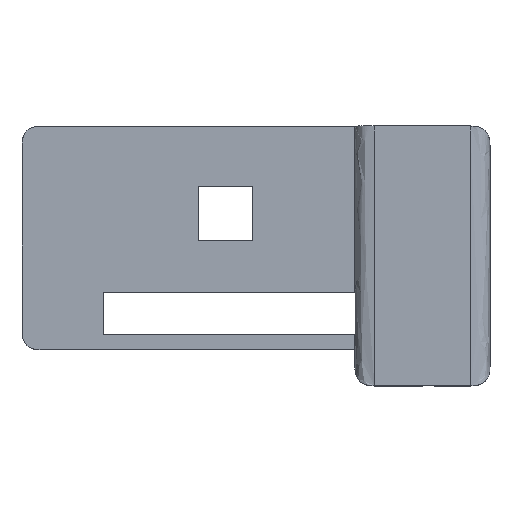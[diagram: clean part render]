
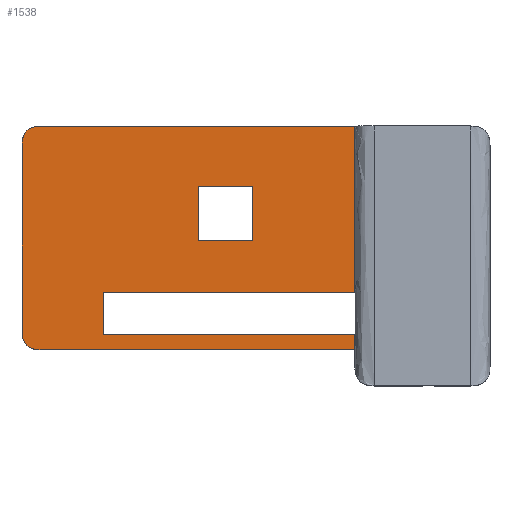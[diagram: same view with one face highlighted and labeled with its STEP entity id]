
A CAD part, top view. The second image highlights one B-rep face of the part: STEP entity #1538.
In plain terms, the highlighted planar face has unit normal (0, 0, 1).
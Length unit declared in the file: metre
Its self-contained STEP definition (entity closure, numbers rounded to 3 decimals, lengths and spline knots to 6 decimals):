
#34=B_SPLINE_CURVE_WITH_KNOTS('',3,(#2441,#2442,#2443,#2444,#2445,#2446,
#2447,#2448,#2449,#2450,#2451,#2452,#2453,#2454),.UNSPECIFIED.,.F.,.F.,
(4,1,1,1,1,1,1,1,1,1,1,4),(0.,0.0625,0.125,0.15625,0.1875,0.25,0.375,0.5,
0.625,0.75,0.875,1.),.UNSPECIFIED.);
#35=B_SPLINE_CURVE_WITH_KNOTS('',3,(#2458,#2459,#2460,#2461,#2462,#2463,
#2464,#2465,#2466,#2467,#2468,#2469,#2470,#2471),.UNSPECIFIED.,.F.,.F.,
(4,1,1,1,1,1,1,1,1,1,1,4),(0.,0.0625,0.125,0.15625,0.1875,0.25,0.375,0.5,
0.625,0.75,0.875,1.),.UNSPECIFIED.);
#74=LINE('',#2132,#259);
#160=LINE('',#2348,#345);
#162=LINE('',#2352,#347);
#192=LINE('',#2428,#377);
#193=LINE('',#2431,#378);
#194=LINE('',#2432,#379);
#195=LINE('',#2433,#380);
#196=LINE('',#2435,#381);
#197=LINE('',#2437,#382);
#198=LINE('',#2439,#383);
#199=LINE('',#2456,#384);
#200=LINE('',#2473,#385);
#259=VECTOR('',#1718,1.);
#345=VECTOR('',#1838,1.);
#347=VECTOR('',#1842,1.);
#377=VECTOR('',#1892,1.);
#378=VECTOR('',#1893,1.);
#379=VECTOR('',#1894,1.);
#380=VECTOR('',#1895,1.);
#381=VECTOR('',#1896,1.);
#382=VECTOR('',#1897,1.);
#383=VECTOR('',#1898,1.);
#384=VECTOR('',#1899,1.);
#385=VECTOR('',#1900,1.);
#616=ORIENTED_EDGE('',*,*,#1030,.T.);
#617=ORIENTED_EDGE('',*,*,#1031,.F.);
#618=ORIENTED_EDGE('',*,*,#994,.F.);
#619=ORIENTED_EDGE('',*,*,#1032,.T.);
#620=ORIENTED_EDGE('',*,*,#1033,.F.);
#621=ORIENTED_EDGE('',*,*,#1034,.T.);
#622=ORIENTED_EDGE('',*,*,#1035,.F.);
#623=ORIENTED_EDGE('',*,*,#1036,.T.);
#624=ORIENTED_EDGE('',*,*,#1037,.T.);
#625=ORIENTED_EDGE('',*,*,#1038,.F.);
#626=ORIENTED_EDGE('',*,*,#1039,.T.);
#627=ORIENTED_EDGE('',*,*,#1040,.F.);
#628=ORIENTED_EDGE('',*,*,#996,.F.);
#629=ORIENTED_EDGE('',*,*,#901,.F.);
#901=EDGE_CURVE('',#1126,#1127,#74,.T.);
#994=EDGE_CURVE('',#1203,#1204,#160,.T.);
#996=EDGE_CURVE('',#1127,#1205,#162,.T.);
#1030=EDGE_CURVE('',#1225,#1226,#192,.T.);
#1031=EDGE_CURVE('',#1204,#1226,#193,.T.);
#1032=EDGE_CURVE('',#1203,#1225,#194,.T.);
#1033=EDGE_CURVE('',#1227,#1126,#195,.T.);
#1034=EDGE_CURVE('',#1227,#1228,#196,.T.);
#1035=EDGE_CURVE('',#1229,#1228,#197,.T.);
#1036=EDGE_CURVE('',#1229,#1230,#198,.F.);
#1037=EDGE_CURVE('',#1230,#1231,#34,.T.);
#1038=EDGE_CURVE('',#1232,#1231,#199,.F.);
#1039=EDGE_CURVE('',#1232,#1233,#35,.T.);
#1040=EDGE_CURVE('',#1205,#1233,#200,.F.);
#1126=VERTEX_POINT('',#2131);
#1127=VERTEX_POINT('',#2133);
#1203=VERTEX_POINT('',#2347);
#1204=VERTEX_POINT('',#2349);
#1205=VERTEX_POINT('',#2353);
#1225=VERTEX_POINT('',#2429);
#1226=VERTEX_POINT('',#2430);
#1227=VERTEX_POINT('',#2434);
#1228=VERTEX_POINT('',#2436);
#1229=VERTEX_POINT('',#2438);
#1230=VERTEX_POINT('',#2440);
#1231=VERTEX_POINT('',#2455);
#1232=VERTEX_POINT('',#2457);
#1233=VERTEX_POINT('',#2472);
#1292=EDGE_LOOP('',(#616,#617,#618,#619));
#1293=EDGE_LOOP('',(#620,#621,#622,#623,#624,#625,#626,#627,#628,#629));
#1382=FACE_BOUND('',#1292,.T.);
#1383=FACE_BOUND('',#1293,.T.);
#1468=PLANE('',#1637);
#1538=ADVANCED_FACE('',(#1382,#1383),#1468,.F.);
#1637=AXIS2_PLACEMENT_3D('',#2427,#1890,#1891);
#1718=DIRECTION('',(1.,0.,0.));
#1838=DIRECTION('',(0.,1.,0.));
#1842=DIRECTION('',(0.,-1.,0.));
#1890=DIRECTION('',(0.,0.,-1.));
#1891=DIRECTION('',(1.,0.,0.));
#1892=DIRECTION('',(0.,1.,0.));
#1893=DIRECTION('',(-1.,0.,0.));
#1894=DIRECTION('',(-1.,0.,0.));
#1895=DIRECTION('',(0.,-1.,0.));
#1896=DIRECTION('',(1.,0.,0.));
#1897=DIRECTION('',(0.,-1.,0.));
#1898=DIRECTION('',(1.,0.,0.));
#1899=DIRECTION('',(0.,-1.,0.));
#1900=DIRECTION('',(1.,0.,0.));
#2131=CARTESIAN_POINT('',(0.006687,-0.0005,0.011));
#2132=CARTESIAN_POINT('',(0.03208,-0.0005,0.011));
#2133=CARTESIAN_POINT('',(0.048548,-0.0005,0.011));
#2347=CARTESIAN_POINT('',(0.031455,0.015135,0.011));
#2348=CARTESIAN_POINT('',(0.031455,0.019635,0.011));
#2349=CARTESIAN_POINT('',(0.031455,0.024135,0.011));
#2352=CARTESIAN_POINT('',(0.048548,0.012635,0.011));
#2353=CARTESIAN_POINT('',(0.048548,-0.003,0.011));
#2427=CARTESIAN_POINT('',(0.03208,0.011135,0.011));
#2428=CARTESIAN_POINT('',(0.022455,0.021885,0.011));
#2429=CARTESIAN_POINT('',(0.022455,0.015135,0.011));
#2430=CARTESIAN_POINT('',(0.022455,0.024135,0.011));
#2431=CARTESIAN_POINT('',(0.026955,0.024135,0.011));
#2432=CARTESIAN_POINT('',(0.026955,0.015135,0.011));
#2433=CARTESIAN_POINT('',(0.006687,0.011135,0.011));
#2434=CARTESIAN_POINT('',(0.006687,0.0065,0.011));
#2435=CARTESIAN_POINT('',(0.03208,0.0065,0.011));
#2436=CARTESIAN_POINT('',(0.048548,0.0065,0.011));
#2437=CARTESIAN_POINT('',(0.048548,0.012635,0.011));
#2438=CARTESIAN_POINT('',(0.048548,0.03427,0.011));
#2439=CARTESIAN_POINT('',(0.011,0.03427,0.011));
#2440=CARTESIAN_POINT('',(-0.003639,0.03427,0.011));
#2441=CARTESIAN_POINT('',(-0.003639,0.03427,0.011));
#2442=CARTESIAN_POINT('',(-0.003777,0.03427,0.011));
#2443=CARTESIAN_POINT('',(-0.004031,0.034265,0.011));
#2444=CARTESIAN_POINT('',(-0.004273,0.034249,0.011));
#2445=CARTESIAN_POINT('',(-0.004457,0.034226,0.011));
#2446=CARTESIAN_POINT('',(-0.004688,0.034186,0.011));
#2447=CARTESIAN_POINT('',(-0.005049,0.034095,0.011));
#2448=CARTESIAN_POINT('',(-0.005589,0.033868,0.011));
#2449=CARTESIAN_POINT('',(-0.006102,0.033472,0.011));
#2450=CARTESIAN_POINT('',(-0.00649,0.032958,0.011));
#2451=CARTESIAN_POINT('',(-0.006754,0.032348,0.011));
#2452=CARTESIAN_POINT('',(-0.006883,0.031657,0.011));
#2453=CARTESIAN_POINT('',(-0.006889,0.031302,0.011));
#2454=CARTESIAN_POINT('',(-0.006889,0.03102,0.011));
#2455=CARTESIAN_POINT('',(-0.006889,0.03102,0.011));
#2456=CARTESIAN_POINT('',(-0.006889,0.00345,0.011));
#2457=CARTESIAN_POINT('',(-0.006889,0.00025,0.011));
#2458=CARTESIAN_POINT('',(-0.006889,0.00025,0.011));
#2459=CARTESIAN_POINT('',(-0.006889,0.000112,0.011));
#2460=CARTESIAN_POINT('',(-0.006884,-0.000142,0.011));
#2461=CARTESIAN_POINT('',(-0.006868,-0.000384,0.011));
#2462=CARTESIAN_POINT('',(-0.006845,-0.000568,0.011));
#2463=CARTESIAN_POINT('',(-0.006805,-0.000799,0.011));
#2464=CARTESIAN_POINT('',(-0.006714,-0.00116,0.011));
#2465=CARTESIAN_POINT('',(-0.006487,-0.0017,0.011));
#2466=CARTESIAN_POINT('',(-0.006091,-0.002213,0.011));
#2467=CARTESIAN_POINT('',(-0.005577,-0.002601,0.011));
#2468=CARTESIAN_POINT('',(-0.004967,-0.002865,0.011));
#2469=CARTESIAN_POINT('',(-0.004276,-0.002994,0.011));
#2470=CARTESIAN_POINT('',(-0.003921,-0.003,0.011));
#2471=CARTESIAN_POINT('',(-0.003639,-0.003,0.011));
#2472=CARTESIAN_POINT('',(-0.003639,-0.003,0.011));
#2473=CARTESIAN_POINT('',(0.0325,-0.003,0.011));
